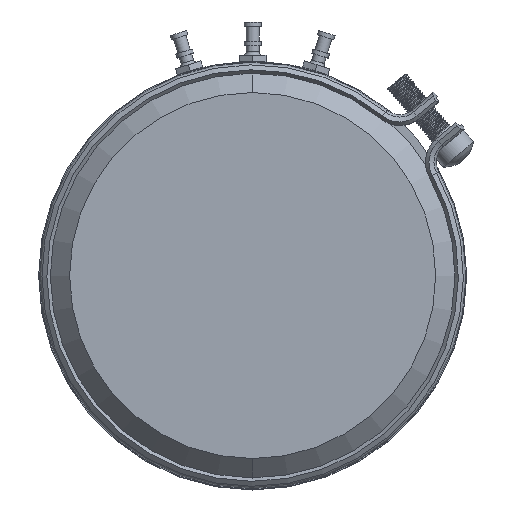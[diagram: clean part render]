
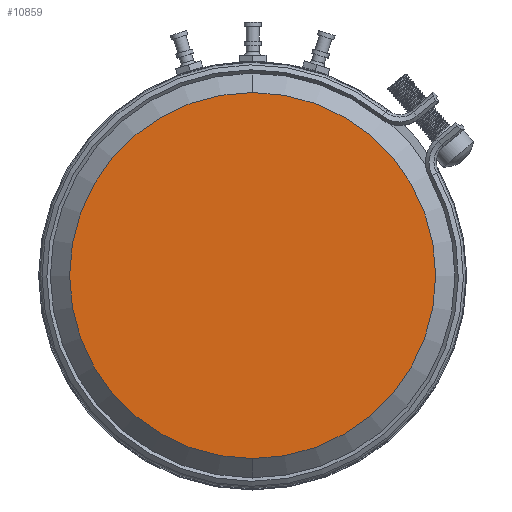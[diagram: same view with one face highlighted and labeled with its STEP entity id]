
A CAD part, top view. The second image highlights one B-rep face of the part: STEP entity #10859.
In plain terms, the highlighted planar face has unit normal (0, 0, 1).
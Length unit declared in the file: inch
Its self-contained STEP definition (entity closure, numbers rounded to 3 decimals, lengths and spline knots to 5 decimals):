
#1780=CARTESIAN_POINT('',(0.,0.,0.17));
#1781=DIRECTION('',(0.,0.,-1.));
#1782=DIRECTION('',(0.,1.,0.));
#1783=AXIS2_PLACEMENT_3D('',#1780,#1781,#1782);
#1785=CARTESIAN_POINT('',(0.,0.,0.17));
#1786=DIRECTION('',(0.,0.,-1.));
#1787=DIRECTION('',(0.,-1.,0.));
#1788=AXIS2_PLACEMENT_3D('',#1785,#1786,#1787);
#8751=CARTESIAN_POINT('',(0.,0.855,0.17));
#8752=CARTESIAN_POINT('',(0.,-0.855,0.17));
#8753=VERTEX_POINT('',#8751);
#8754=VERTEX_POINT('',#8752);
#10850=CARTESIAN_POINT('',(0.,0.,0.17));
#10851=DIRECTION('',(0.,0.,-1.));
#10852=DIRECTION('',(0.,-1.,0.));
#10853=AXIS2_PLACEMENT_3D('',#10850,#10851,#10852);
#10854=PLANE('',#10853);
#10855=ORIENTED_EDGE('',*,*,#10830,.T.);
#10856=ORIENTED_EDGE('',*,*,#10842,.T.);
#10857=EDGE_LOOP('',(#10855,#10856));
#10858=FACE_OUTER_BOUND('',#10857,.F.);
#10859=ADVANCED_FACE('',(#10858),#10854,.F.);
#1784=CIRCLE('',#1783,0.855);
#1789=CIRCLE('',#1788,0.855);
#10830=EDGE_CURVE('',#8753,#8754,#1784,.T.);
#10842=EDGE_CURVE('',#8754,#8753,#1789,.T.);
